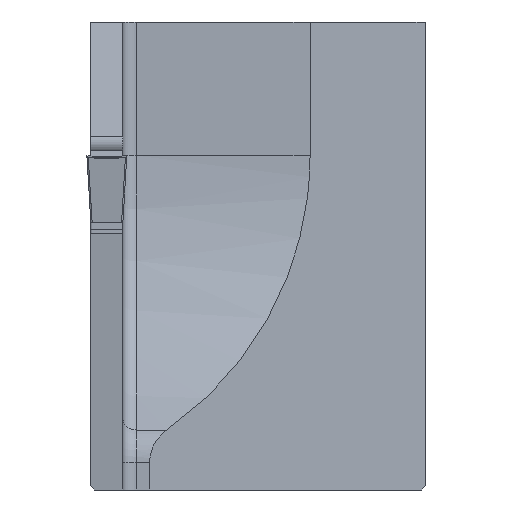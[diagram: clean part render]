
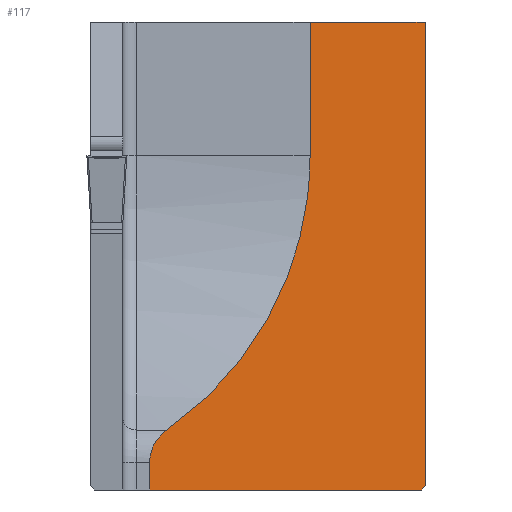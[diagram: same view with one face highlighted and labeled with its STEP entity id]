
A CAD part, left-side view. The second image highlights one B-rep face of the part: STEP entity #117.
In plain terms, the highlighted planar face has unit normal (-0.707, -0.707, 0).
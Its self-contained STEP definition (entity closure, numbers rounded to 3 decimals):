
#66=ELLIPSE('',#1460,4.243,3.);
#67=ELLIPSE('',#1463,35.355,25.);
#117=ADVANCED_FACE('',(#251),#186,.F.);
#186=PLANE('',#1476);
#251=FACE_OUTER_BOUND('',#327,.T.);
#327=EDGE_LOOP('',(#520,#521,#522,#523,#524,#525,#526,#527));
#520=ORIENTED_EDGE('',*,*,#993,.F.);
#521=ORIENTED_EDGE('',*,*,#991,.F.);
#522=ORIENTED_EDGE('',*,*,#988,.F.);
#523=ORIENTED_EDGE('',*,*,#995,.F.);
#524=ORIENTED_EDGE('',*,*,#973,.F.);
#525=ORIENTED_EDGE('',*,*,#952,.F.);
#526=ORIENTED_EDGE('',*,*,#956,.F.);
#527=ORIENTED_EDGE('',*,*,#940,.F.);
#810=VERTEX_POINT('',#1978);
#811=VERTEX_POINT('',#1980);
#820=VERTEX_POINT('',#2000);
#822=VERTEX_POINT('',#2004);
#838=VERTEX_POINT('',#2046);
#840=VERTEX_POINT('',#2068);
#843=VERTEX_POINT('',#2073);
#844=VERTEX_POINT('',#2077);
#940=EDGE_CURVE('',#810,#811,#1137,.T.);
#952=EDGE_CURVE('',#822,#820,#1149,.T.);
#956=EDGE_CURVE('',#811,#822,#1152,.T.);
#973=EDGE_CURVE('',#820,#838,#1167,.T.);
#988=EDGE_CURVE('',#843,#840,#66,.T.);
#991=EDGE_CURVE('',#840,#844,#67,.T.);
#993=EDGE_CURVE('',#844,#810,#1182,.T.);
#995=EDGE_CURVE('',#838,#843,#1184,.T.);
#1137=LINE('',#1979,#1291);
#1149=LINE('',#2005,#1303);
#1152=LINE('',#2013,#1306);
#1167=LINE('',#2045,#1321);
#1182=LINE('',#2083,#1336);
#1184=LINE('',#2086,#1338);
#1291=VECTOR('',#1577,1.);
#1303=VECTOR('',#1593,1.);
#1306=VECTOR('',#1600,1.);
#1321=VECTOR('',#1625,1.);
#1336=VECTOR('',#1670,1.);
#1338=VECTOR('',#1674,1.);
#1460=AXIS2_PLACEMENT_3D('',#2074,#1658,#1659);
#1463=AXIS2_PLACEMENT_3D('',#2080,#1665,#1666);
#1476=AXIS2_PLACEMENT_3D('',#2098,#1696,#1697);
#1577=DIRECTION('',(0.707,-0.707,0.));
#1593=DIRECTION('',(-0.577,0.577,-0.577));
#1600=DIRECTION('',(0.,0.,-1.));
#1625=DIRECTION('',(-0.707,0.707,0.));
#1658=DIRECTION('',(0.707,0.707,0.));
#1659=DIRECTION('',(-0.707,0.707,0.));
#1665=DIRECTION('',(-0.707,-0.707,0.));
#1666=DIRECTION('',(-0.707,0.707,0.));
#1670=DIRECTION('',(0.,0.,1.));
#1674=DIRECTION('',(0.,0.,1.));
#1696=DIRECTION('',(0.707,0.707,0.));
#1697=DIRECTION('',(0.707,-0.707,0.));
#1978=CARTESIAN_POINT('',(23.,-16.4,10.));
#1979=CARTESIAN_POINT('',(11.,-4.4,10.));
#1980=CARTESIAN_POINT('',(31.6,-25.,10.));
#2000=CARTESIAN_POINT('',(31.3,-24.7,-25.));
#2004=CARTESIAN_POINT('',(31.6,-25.,-24.7));
#2005=CARTESIAN_POINT('',(17.767,-11.167,-38.533));
#2013=CARTESIAN_POINT('',(31.6,-25.,-25.));
#2045=CARTESIAN_POINT('',(11.,-4.4,-25.));
#2046=CARTESIAN_POINT('',(11.,-4.4,-25.));
#2068=CARTESIAN_POINT('',(12.286,-5.686,-20.516));
#2073=CARTESIAN_POINT('',(11.,-4.4,-22.978));
#2074=CARTESIAN_POINT('',(14.,-7.4,-22.978));
#2077=CARTESIAN_POINT('',(23.,-16.4,0.));
#2080=CARTESIAN_POINT('',(-2.,8.6,0.));
#2083=CARTESIAN_POINT('',(23.,-16.4,-25.));
#2086=CARTESIAN_POINT('',(11.,-4.4,-25.));
#2098=CARTESIAN_POINT('',(11.,-4.4,-25.));
